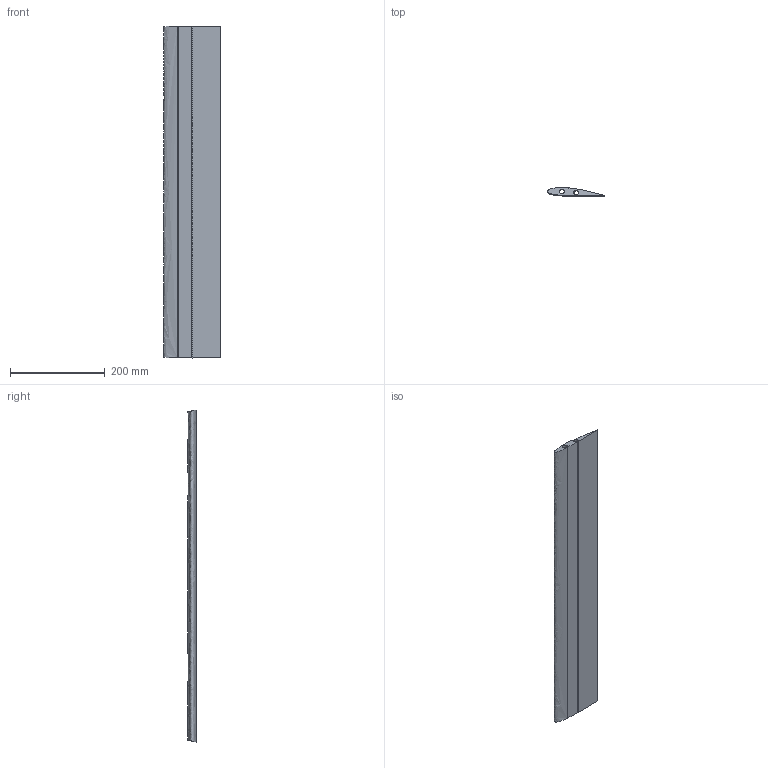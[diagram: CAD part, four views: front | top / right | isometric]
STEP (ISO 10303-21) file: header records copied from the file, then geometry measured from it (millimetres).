
FILE_DESCRIPTION (( 'STEP AP214' ), '1' );
FILE_NAME ('V_Tail_V1.1Wing_Centre.STEP', '2025-10-31T14:28:57', ( '' ), ( '' ), 'SwSTEP 2.0', 'SolidWorks 2025', '' );
FILE_SCHEMA (( 'AUTOMOTIVE_DESIGN' ));
Length unit declared in the file: millimetre
Products named in the file (1): V_Tail_V1.1Wing_Centre
Bounding box: 119.72 x 17.53 x 699.89 mm (x, y, z)
Volume: 858793.3 mm3; surface area: 221743.1 mm2
Topology: 1 solids, 1 shells, 16 faces, 42 edges, 28 vertices
Faces by surface type: plane 7, cylinder 6, bspline 3
Entity records: 827 total; most frequent: CARTESIAN_POINT 462, ORIENTED_EDGE 84, DIRECTION 52, EDGE_CURVE 42, VERTEX_POINT 28, VECTOR 24, LINE 24, FACE_OUTER_BOUND 16
